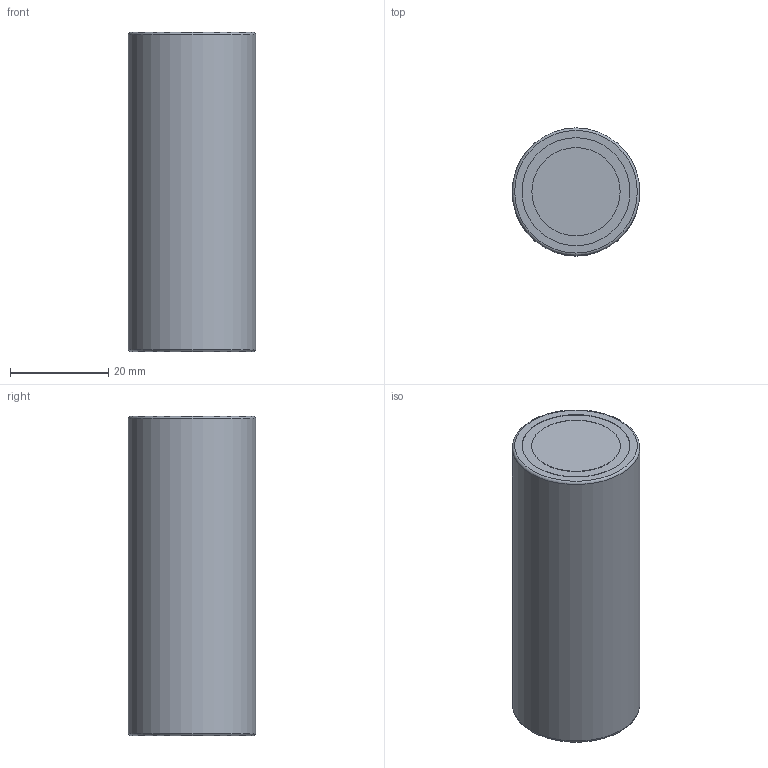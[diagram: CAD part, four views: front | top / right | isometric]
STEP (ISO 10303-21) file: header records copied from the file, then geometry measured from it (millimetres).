
FILE_DESCRIPTION(('FreeCAD Model'),'2;1');
FILE_NAME('Open CASCADE Shape Model','2025-04-25T16:24:34',(''),(''), 'Open CASCADE STEP processor 7.8','FreeCAD','Unknown');
FILE_SCHEMA(('AUTOMOTIVE_DESIGN { 1 0 10303 214 1 1 1 1 }'));
Length unit declared in the file: millimetre
Products named in the file (1): Battery
Bounding box: 26 x 26 x 65 mm (x, y, z)
Volume: 34451.1 mm3; surface area: 6355.3 mm2
Topology: 1 solids, 1 shells, 11 faces, 16 edges, 10 vertices
Faces by surface type: plane 5, cylinder 4, torus 2
Full cylindrical faces by diameter (mm): 18 x1, 22 x2, 26 x1
Entity records: 326 total; most frequent: DIRECTION 52, CARTESIAN_POINT 38, ORIENTED_EDGE 32, AXIS2_PLACEMENT_3D 24, EDGE_CURVE 16, FACE_BOUND 14, EDGE_LOOP 14, CIRCLE 12
